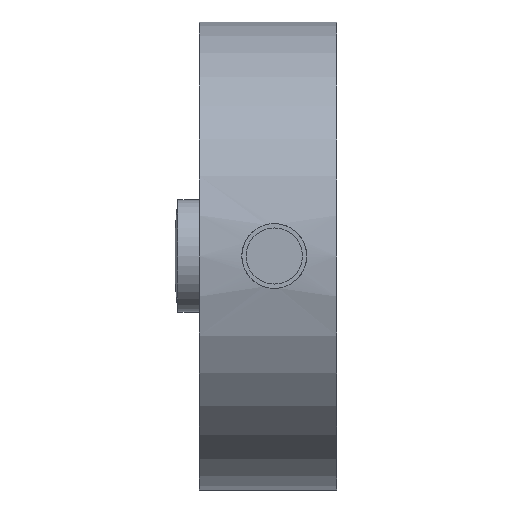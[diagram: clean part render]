
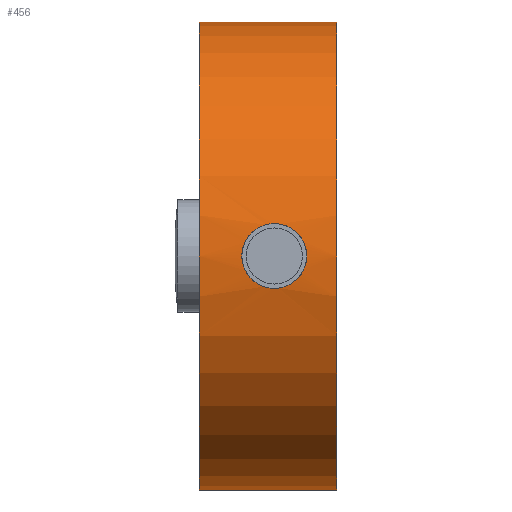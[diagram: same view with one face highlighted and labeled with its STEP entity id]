
A CAD part, left-side view. The second image highlights one B-rep face of the part: STEP entity #456.
In plain terms, the highlighted cylindrical face has radius 4.763 mm (diameter 9.525 mm), a full revolution.
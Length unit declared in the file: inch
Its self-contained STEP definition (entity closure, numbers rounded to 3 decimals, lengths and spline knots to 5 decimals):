
#337=CARTESIAN_POINT('',(7.90483,1.82297,-0.18569));
#338=VERTEX_POINT('',#337);
#339=CARTESIAN_POINT('',(7.85283,1.82297,-0.18569));
#340=VERTEX_POINT('',#339);
#341=CARTESIAN_POINT('',(7.90483,1.82297,-0.18569));
#342=CARTESIAN_POINT('',(7.90483,1.82624,-0.18569));
#343=CARTESIAN_POINT('',(7.90417,1.82973,-0.18578));
#344=CARTESIAN_POINT('',(7.90152,1.83613,-0.18613));
#345=CARTESIAN_POINT('',(7.89952,1.83905,-0.18637));
#346=CARTESIAN_POINT('',(7.8949,1.84366,-0.18682));
#347=CARTESIAN_POINT('',(7.89198,1.84566,-0.18707));
#348=CARTESIAN_POINT('',(7.88558,1.84832,-0.18741));
#349=CARTESIAN_POINT('',(7.88209,1.84897,-0.1875));
#350=CARTESIAN_POINT('',(7.87556,1.84897,-0.1875));
#351=CARTESIAN_POINT('',(7.87207,1.84832,-0.18741));
#352=CARTESIAN_POINT('',(7.86567,1.84566,-0.18707));
#353=CARTESIAN_POINT('',(7.86275,1.84366,-0.18682));
#354=CARTESIAN_POINT('',(7.85813,1.83905,-0.18637));
#355=CARTESIAN_POINT('',(7.85613,1.83613,-0.18613));
#356=CARTESIAN_POINT('',(7.85348,1.82973,-0.18578));
#357=CARTESIAN_POINT('',(7.85283,1.82624,-0.18569));
#358=CARTESIAN_POINT('',(7.85283,1.82297,-0.18569));
#359=B_SPLINE_CURVE_WITH_KNOTS('',3,(#341,#342,#343,#344,#345,#346,#347,#348,#349,#350,#351,#352,#353,#354,#355,#356,#357,#358),.UNSPECIFIED.,.F.,.U.,(4,2,2,2,2,2,2,2,4),(0.07846,0.08827,0.09807,0.10788,0.11769,0.1275,0.1373,0.14711,0.15692),.UNSPECIFIED.);
#360=EDGE_CURVE('',#338,#340,#359,.T.);
#362=CARTESIAN_POINT('',(7.85283,1.82297,-0.18569));
#363=CARTESIAN_POINT('',(7.85283,1.8197,-0.18569));
#364=CARTESIAN_POINT('',(7.85348,1.81622,-0.18578));
#365=CARTESIAN_POINT('',(7.85613,1.80981,-0.18613));
#366=CARTESIAN_POINT('',(7.85813,1.80689,-0.18637));
#367=CARTESIAN_POINT('',(7.86275,1.80228,-0.18682));
#368=CARTESIAN_POINT('',(7.86567,1.80028,-0.18707));
#369=CARTESIAN_POINT('',(7.87207,1.79763,-0.18741));
#370=CARTESIAN_POINT('',(7.87556,1.79697,-0.1875));
#371=CARTESIAN_POINT('',(7.88209,1.79697,-0.1875));
#372=CARTESIAN_POINT('',(7.88558,1.79763,-0.18741));
#373=CARTESIAN_POINT('',(7.89198,1.80028,-0.18707));
#374=CARTESIAN_POINT('',(7.8949,1.80228,-0.18682));
#375=CARTESIAN_POINT('',(7.89952,1.80689,-0.18637));
#376=CARTESIAN_POINT('',(7.90152,1.80981,-0.18613));
#377=CARTESIAN_POINT('',(7.90417,1.81622,-0.18578));
#378=CARTESIAN_POINT('',(7.90483,1.8197,-0.18569));
#379=CARTESIAN_POINT('',(7.90483,1.82297,-0.18569));
#380=B_SPLINE_CURVE_WITH_KNOTS('',3,(#362,#363,#364,#365,#366,#367,#368,#369,#370,#371,#372,#373,#374,#375,#376,#377,#378,#379),.UNSPECIFIED.,.F.,.U.,(4,2,2,2,2,2,2,2,4),(0.0,0.00981,0.01961,0.02942,0.03923,0.04904,0.05884,0.06865,0.07846),.UNSPECIFIED.);
#381=EDGE_CURVE('',#340,#338,#380,.T.);
#425=CARTESIAN_POINT('',(7.87883,1.82797,0.0));
#426=DIRECTION('',(0.0,1.0,0.0));
#427=DIRECTION('',(-1.0,0.0,0.0));
#428=AXIS2_PLACEMENT_3D('',#425,#426,#427);
#429=CYLINDRICAL_SURFACE('',#428,0.1875);
#430=CARTESIAN_POINT('',(8.06633,1.77297,0.));
#431=VERTEX_POINT('',#430);
#432=CARTESIAN_POINT('',(7.87883,1.77297,0.0));
#433=DIRECTION('',(0.0,1.0,0.0));
#434=DIRECTION('',(-1.0,0.0,0.0));
#435=AXIS2_PLACEMENT_3D('',#432,#433,#434);
#436=CIRCLE('',#435,0.1875);
#437=EDGE_CURVE('',#431,#431,#436,.T.);
#438=ORIENTED_EDGE('',*,*,#437,.T.);
#439=EDGE_LOOP('',(#438));
#440=FACE_OUTER_BOUND('',#439,.T.);
#441=CARTESIAN_POINT('',(8.06633,1.88297,0.));
#442=VERTEX_POINT('',#441);
#443=CARTESIAN_POINT('',(7.87883,1.88297,0.0));
#444=DIRECTION('',(0.0,1.0,0.0));
#445=DIRECTION('',(-1.0,0.0,0.0));
#446=AXIS2_PLACEMENT_3D('',#443,#444,#445);
#447=CIRCLE('',#446,0.1875);
#448=EDGE_CURVE('',#442,#442,#447,.T.);
#449=ORIENTED_EDGE('',*,*,#448,.F.);
#450=EDGE_LOOP('',(#449));
#451=FACE_BOUND('',#450,.T.);
#452=ORIENTED_EDGE('',*,*,#381,.T.);
#453=ORIENTED_EDGE('',*,*,#360,.T.);
#454=EDGE_LOOP('',(#452,#453));
#455=FACE_BOUND('',#454,.T.);
#456=ADVANCED_FACE('',(#440,#451,#455),#429,.T.);
